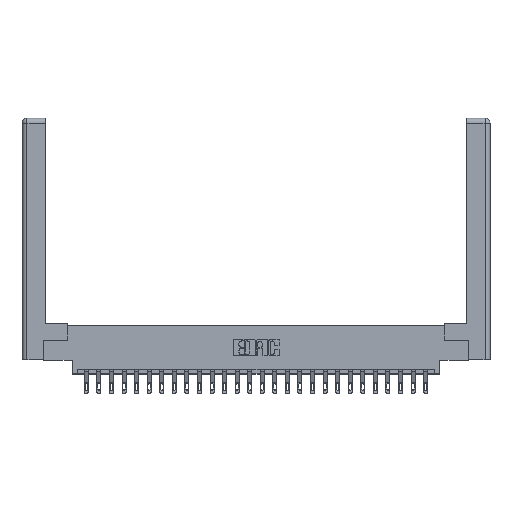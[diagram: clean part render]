
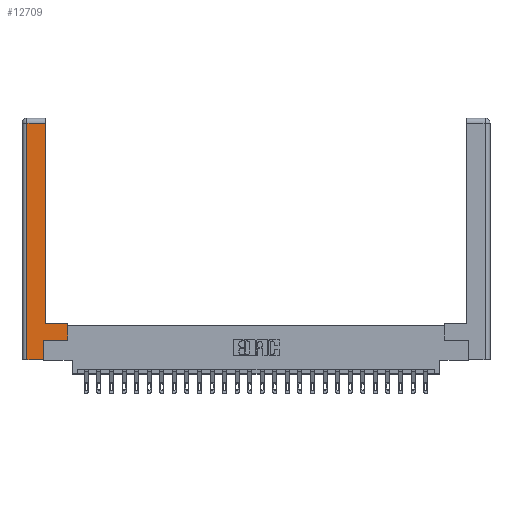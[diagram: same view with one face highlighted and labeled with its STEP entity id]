
A CAD part, top view. The second image highlights one B-rep face of the part: STEP entity #12709.
In plain terms, the highlighted planar face has unit normal (0, 0, 1).
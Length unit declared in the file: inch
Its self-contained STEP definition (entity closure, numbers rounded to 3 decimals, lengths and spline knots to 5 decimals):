
#970 = DIRECTION ( 'NONE',  ( -1., 0., 0. ) ) ;
#2502 = CARTESIAN_POINT ( 'NONE',  ( 0.295, 0.45, 0. ) ) ;
#2505 = ORIENTED_EDGE ( 'NONE', *, *, #4063, .T. ) ;
#2514 = DIRECTION ( 'NONE',  ( 0., 1., 0. ) ) ;
#2654 = EDGE_CURVE ( 'NONE', #4584, #10544, #23369, .T. ) ;
#2894 = EDGE_CURVE ( 'NONE', #13334, #17803, #23685, .T. ) ;
#3807 = VECTOR ( 'NONE', #6585, 39.37008 ) ;
#4048 = CARTESIAN_POINT ( 'NONE',  ( 0.0615, 2.94, 0. ) ) ;
#4063 = EDGE_CURVE ( 'NONE', #10544, #16433, #5992, .T. ) ;
#4361 = VECTOR ( 'NONE', #24620, 39.37008 ) ;
#4584 = VERTEX_POINT ( 'NONE', #7205 ) ;
#4981 = ORIENTED_EDGE ( 'NONE', *, *, #7403, .T. ) ;
#5298 = CARTESIAN_POINT ( 'NONE',  ( 0., 0., 0. ) ) ;
#5452 = DIRECTION ( 'NONE',  ( 1., 0., 0. ) ) ;
#5522 = VECTOR ( 'NONE', #24947, 39.37008 ) ;
#5791 = LINE ( 'NONE', #14564, #13171 ) ;
#5992 = LINE ( 'NONE', #4048, #4361 ) ;
#6404 = DIRECTION ( 'NONE',  ( 0., 1., 0. ) ) ;
#6562 = FACE_OUTER_BOUND ( 'NONE', #11965, .T. ) ;
#6585 = DIRECTION ( 'NONE',  ( 0., 1., 0. ) ) ;
#7205 = CARTESIAN_POINT ( 'NONE',  ( 0.295, 0.45, 0. ) ) ;
#7403 = EDGE_CURVE ( 'NONE', #20774, #21607, #7428, .T. ) ;
#7428 = LINE ( 'NONE', #13775, #22479 ) ;
#7790 = LINE ( 'NONE', #14607, #5522 ) ;
#8084 = CARTESIAN_POINT ( 'NONE',  ( 0.565, 0.245, 0. ) ) ;
#8420 = EDGE_CURVE ( 'NONE', #21607, #13334, #5791, .T. ) ;
#9063 = ORIENTED_EDGE ( 'NONE', *, *, #17425, .T. ) ;
#9887 = VECTOR ( 'NONE', #2514, 39.37008 ) ;
#9962 = EDGE_CURVE ( 'NONE', #17803, #15670, #19504, .T. ) ;
#10235 = CARTESIAN_POINT ( 'NONE',  ( 0.265, 0., 0. ) ) ;
#10544 = VERTEX_POINT ( 'NONE', #15157 ) ;
#10948 = ORIENTED_EDGE ( 'NONE', *, *, #8420, .T. ) ;
#11410 = CARTESIAN_POINT ( 'NONE',  ( 0.565, 0.45, 0. ) ) ;
#11965 = EDGE_LOOP ( 'NONE', ( #14993, #2505, #25447, #4981, #10948, #25419, #20112, #9063 ) ) ;
#12489 = CARTESIAN_POINT ( 'NONE',  ( 0.265, 0.245, 0. ) ) ;
#12709 = ADVANCED_FACE ( 'NONE', ( #6562 ), #17342, .F. ) ;
#13073 = CARTESIAN_POINT ( 'NONE',  ( 0.0615, 0., 0. ) ) ;
#13171 = VECTOR ( 'NONE', #6404, 39.37008 ) ;
#13334 = VERTEX_POINT ( 'NONE', #12489 ) ;
#13775 = CARTESIAN_POINT ( 'NONE',  ( 0.265, 0., 0. ) ) ;
#14564 = CARTESIAN_POINT ( 'NONE',  ( 0.265, 0.245, 0. ) ) ;
#14607 = CARTESIAN_POINT ( 'NONE',  ( 0.0615, 0., 0. ) ) ;
#14736 = CARTESIAN_POINT ( 'NONE',  ( 0.565, 0.45, 0. ) ) ;
#14806 = DIRECTION ( 'NONE',  ( -1., 0., 0. ) ) ;
#14993 = ORIENTED_EDGE ( 'NONE', *, *, #2654, .T. ) ;
#15157 = CARTESIAN_POINT ( 'NONE',  ( 0.295, 2.94, 0. ) ) ;
#15670 = VERTEX_POINT ( 'NONE', #11410 ) ;
#16433 = VERTEX_POINT ( 'NONE', #25328 ) ;
#17342 = PLANE ( 'NONE',  #26267 ) ;
#17425 = EDGE_CURVE ( 'NONE', #15670, #4584, #22860, .T. ) ;
#17803 = VERTEX_POINT ( 'NONE', #21995 ) ;
#17808 = EDGE_CURVE ( 'NONE', #16433, #20774, #7790, .T. ) ;
#19480 = DIRECTION ( 'NONE',  ( 0., 0., -1. ) ) ;
#19504 = LINE ( 'NONE', #14736, #9887 ) ;
#20112 = ORIENTED_EDGE ( 'NONE', *, *, #9962, .T. ) ;
#20453 = DIRECTION ( 'NONE',  ( 1., 0., 0. ) ) ;
#20774 = VERTEX_POINT ( 'NONE', #13073 ) ;
#21144 = CARTESIAN_POINT ( 'NONE',  ( 0.295, 3., 0. ) ) ;
#21607 = VERTEX_POINT ( 'NONE', #10235 ) ;
#21995 = CARTESIAN_POINT ( 'NONE',  ( 0.565, 0.245, 0. ) ) ;
#22479 = VECTOR ( 'NONE', #5452, 39.37008 ) ;
#22860 = LINE ( 'NONE', #2502, #23522 ) ;
#23369 = LINE ( 'NONE', #21144, #3807 ) ;
#23522 = VECTOR ( 'NONE', #14806, 39.37008 ) ;
#23685 = LINE ( 'NONE', #8084, #24981 ) ;
#24620 = DIRECTION ( 'NONE',  ( -1., 0., 0. ) ) ;
#24947 = DIRECTION ( 'NONE',  ( 0., -1., 0. ) ) ;
#24981 = VECTOR ( 'NONE', #20453, 39.37008 ) ;
#25328 = CARTESIAN_POINT ( 'NONE',  ( 0.0615, 2.94, 0. ) ) ;
#25419 = ORIENTED_EDGE ( 'NONE', *, *, #2894, .T. ) ;
#25447 = ORIENTED_EDGE ( 'NONE', *, *, #17808, .T. ) ;
#26267 = AXIS2_PLACEMENT_3D ( 'NONE', #5298, #19480, #970 ) ;
